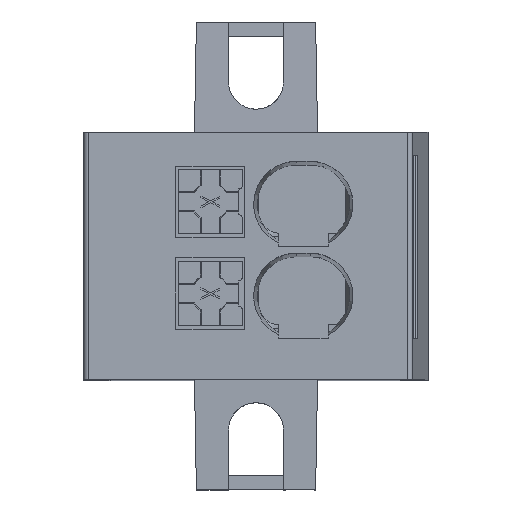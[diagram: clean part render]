
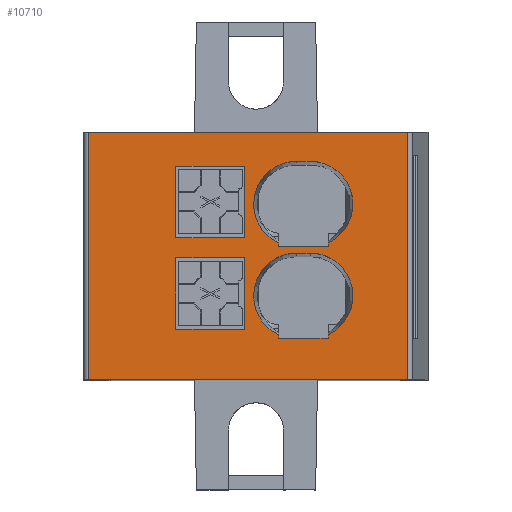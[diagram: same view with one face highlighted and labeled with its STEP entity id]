
A CAD part, top view. The second image highlights one B-rep face of the part: STEP entity #10710.
In plain terms, the highlighted planar face has unit normal (0, 0, 1).
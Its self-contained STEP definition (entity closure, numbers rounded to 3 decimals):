
#311=PLANE('',#11184);
#582=CIRCLE('',#11117,2.329);
#607=CIRCLE('',#11185,2.329);
#608=CIRCLE('',#11186,2.329);
#609=CIRCLE('',#11187,2.329);
#1178=ORIENTED_EDGE('',*,*,#3335,.T.);
#1179=ORIENTED_EDGE('',*,*,#3336,.F.);
#1180=ORIENTED_EDGE('',*,*,#3337,.T.);
#1181=ORIENTED_EDGE('',*,*,#3338,.F.);
#1182=ORIENTED_EDGE('',*,*,#3339,.T.);
#1183=ORIENTED_EDGE('',*,*,#3340,.T.);
#1184=ORIENTED_EDGE('',*,*,#3341,.T.);
#1185=ORIENTED_EDGE('',*,*,#3342,.F.);
#1186=ORIENTED_EDGE('',*,*,#3343,.T.);
#1187=ORIENTED_EDGE('',*,*,#3344,.F.);
#1188=ORIENTED_EDGE('',*,*,#3174,.T.);
#1189=ORIENTED_EDGE('',*,*,#3146,.T.);
#1190=ORIENTED_EDGE('',*,*,#3345,.F.);
#1191=ORIENTED_EDGE('',*,*,#3346,.F.);
#1192=ORIENTED_EDGE('',*,*,#3333,.T.);
#1193=ORIENTED_EDGE('',*,*,#3347,.T.);
#1194=ORIENTED_EDGE('',*,*,#3348,.T.);
#1195=ORIENTED_EDGE('',*,*,#3349,.T.);
#1196=ORIENTED_EDGE('',*,*,#3350,.T.);
#1197=ORIENTED_EDGE('',*,*,#3351,.F.);
#1198=ORIENTED_EDGE('',*,*,#3352,.T.);
#1199=ORIENTED_EDGE('',*,*,#3353,.T.);
#1200=ORIENTED_EDGE('',*,*,#3354,.T.);
#1201=ORIENTED_EDGE('',*,*,#3355,.F.);
#3146=EDGE_CURVE('',#4275,#4274,#5034,.T.);
#3174=EDGE_CURVE('',#4296,#4275,#582,.F.);
#3333=EDGE_CURVE('',#4404,#4403,#5173,.F.);
#3335=EDGE_CURVE('',#4405,#4406,#607,.F.);
#3336=EDGE_CURVE('',#4407,#4406,#5174,.T.);
#3337=EDGE_CURVE('',#4407,#4408,#5175,.T.);
#3338=EDGE_CURVE('',#4409,#4408,#5176,.T.);
#3339=EDGE_CURVE('',#4409,#4410,#608,.F.);
#3340=EDGE_CURVE('',#4410,#4405,#5177,.T.);
#3341=EDGE_CURVE('',#4274,#4411,#609,.F.);
#3342=EDGE_CURVE('',#4412,#4411,#5178,.T.);
#3343=EDGE_CURVE('',#4412,#4413,#5179,.T.);
#3344=EDGE_CURVE('',#4296,#4413,#5180,.T.);
#3345=EDGE_CURVE('',#4414,#4415,#5181,.F.);
#3346=EDGE_CURVE('',#4404,#4414,#5182,.T.);
#3347=EDGE_CURVE('',#4403,#4415,#5183,.T.);
#3348=EDGE_CURVE('',#4416,#4417,#5184,.T.);
#3349=EDGE_CURVE('',#4417,#4418,#5185,.T.);
#3350=EDGE_CURVE('',#4418,#4419,#5186,.T.);
#3351=EDGE_CURVE('',#4416,#4419,#5187,.T.);
#3352=EDGE_CURVE('',#4420,#4421,#5188,.T.);
#3353=EDGE_CURVE('',#4421,#4422,#5189,.T.);
#3354=EDGE_CURVE('',#4422,#4423,#5190,.T.);
#3355=EDGE_CURVE('',#4420,#4423,#5191,.T.);
#4274=VERTEX_POINT('',#13797);
#4275=VERTEX_POINT('',#13799);
#4296=VERTEX_POINT('',#13896);
#4403=VERTEX_POINT('',#14377);
#4404=VERTEX_POINT('',#14379);
#4405=VERTEX_POINT('',#14383);
#4406=VERTEX_POINT('',#14384);
#4407=VERTEX_POINT('',#14386);
#4408=VERTEX_POINT('',#14388);
#4409=VERTEX_POINT('',#14390);
#4410=VERTEX_POINT('',#14392);
#4411=VERTEX_POINT('',#14395);
#4412=VERTEX_POINT('',#14397);
#4413=VERTEX_POINT('',#14399);
#4414=VERTEX_POINT('',#14402);
#4415=VERTEX_POINT('',#14403);
#4416=VERTEX_POINT('',#14407);
#4417=VERTEX_POINT('',#14408);
#4418=VERTEX_POINT('',#14410);
#4419=VERTEX_POINT('',#14412);
#4420=VERTEX_POINT('',#14415);
#4421=VERTEX_POINT('',#14416);
#4422=VERTEX_POINT('',#14418);
#4423=VERTEX_POINT('',#14420);
#5034=LINE('',#13798,#5931);
#5173=LINE('',#14378,#6070);
#5174=LINE('',#14385,#6071);
#5175=LINE('',#14387,#6072);
#5176=LINE('',#14389,#6073);
#5177=LINE('',#14393,#6074);
#5178=LINE('',#14396,#6075);
#5179=LINE('',#14398,#6076);
#5180=LINE('',#14400,#6077);
#5181=LINE('',#14401,#6078);
#5182=LINE('',#14404,#6079);
#5183=LINE('',#14405,#6080);
#5184=LINE('',#14406,#6081);
#5185=LINE('',#14409,#6082);
#5186=LINE('',#14411,#6083);
#5187=LINE('',#14413,#6084);
#5188=LINE('',#14414,#6085);
#5189=LINE('',#14417,#6086);
#5190=LINE('',#14419,#6087);
#5191=LINE('',#14421,#6088);
#5931=VECTOR('',#11796,1000.);
#6070=VECTOR('',#12079,1000.);
#6071=VECTOR('',#12086,1000.);
#6072=VECTOR('',#12087,1000.);
#6073=VECTOR('',#12088,1000.);
#6074=VECTOR('',#12091,1000.);
#6075=VECTOR('',#12094,1000.);
#6076=VECTOR('',#12095,1000.);
#6077=VECTOR('',#12096,1000.);
#6078=VECTOR('',#12097,1000.);
#6079=VECTOR('',#12098,1000.);
#6080=VECTOR('',#12099,1000.);
#6081=VECTOR('',#12100,1000.);
#6082=VECTOR('',#12101,1000.);
#6083=VECTOR('',#12102,1000.);
#6084=VECTOR('',#12103,1000.);
#6085=VECTOR('',#12104,1000.);
#6086=VECTOR('',#12105,1000.);
#6087=VECTOR('',#12106,1000.);
#6088=VECTOR('',#12107,1000.);
#6829=EDGE_LOOP('',(#1178,#1179,#1180,#1181,#1182,#1183));
#6830=EDGE_LOOP('',(#1184,#1185,#1186,#1187,#1188,#1189));
#6831=EDGE_LOOP('',(#1190,#1191,#1192,#1193));
#6832=EDGE_LOOP('',(#1194,#1195,#1196,#1197));
#6833=EDGE_LOOP('',(#1198,#1199,#1200,#1201));
#7265=FACE_BOUND('',#6829,.T.);
#7266=FACE_BOUND('',#6830,.T.);
#7267=FACE_BOUND('',#6831,.T.);
#7268=FACE_BOUND('',#6832,.T.);
#7269=FACE_BOUND('',#6833,.T.);
#10710=ADVANCED_FACE('',(#7265,#7266,#7267,#7268,#7269),#311,.T.);
#11117=AXIS2_PLACEMENT_3D('',#13895,#11830,#11831);
#11184=AXIS2_PLACEMENT_3D('',#14381,#12082,#12083);
#11185=AXIS2_PLACEMENT_3D('',#14382,#12084,#12085);
#11186=AXIS2_PLACEMENT_3D('',#14391,#12089,#12090);
#11187=AXIS2_PLACEMENT_3D('',#14394,#12092,#12093);
#11796=DIRECTION('',(1.,0.,0.));
#11830=DIRECTION('',(0.,0.,1.));
#11831=DIRECTION('',(1.,0.,0.));
#12079=DIRECTION('',(0.,-1.,0.));
#12082=DIRECTION('',(0.,0.,1.));
#12083=DIRECTION('',(1.,0.,0.));
#12084=DIRECTION('',(0.,0.,1.));
#12085=DIRECTION('',(1.,0.,0.));
#12086=DIRECTION('',(0.,1.,0.));
#12087=DIRECTION('',(-1.,0.,0.));
#12088=DIRECTION('',(0.,-1.,0.));
#12089=DIRECTION('',(0.,0.,1.));
#12090=DIRECTION('',(1.,0.,0.));
#12091=DIRECTION('',(1.,0.,0.));
#12092=DIRECTION('',(0.,0.,1.));
#12093=DIRECTION('',(1.,0.,0.));
#12094=DIRECTION('',(0.,1.,0.));
#12095=DIRECTION('',(-1.,0.,0.));
#12096=DIRECTION('',(0.,-1.,0.));
#12097=DIRECTION('',(0.,-1.,0.));
#12098=DIRECTION('',(-1.,0.,0.));
#12099=DIRECTION('',(-1.,0.,0.));
#12100=DIRECTION('',(0.,-1.,0.));
#12101=DIRECTION('',(-1.,0.,0.));
#12102=DIRECTION('',(0.,1.,0.));
#12103=DIRECTION('',(-1.,0.,0.));
#12104=DIRECTION('',(0.,-1.,0.));
#12105=DIRECTION('',(-1.,0.,0.));
#12106=DIRECTION('',(0.,1.,0.));
#12107=DIRECTION('',(-1.,0.,0.));
#13797=CARTESIAN_POINT('',(2.954,9.654,41.));
#13798=CARTESIAN_POINT('',(9.4,9.654,41.));
#13799=CARTESIAN_POINT('',(2.204,9.654,41.));
#13895=CARTESIAN_POINT('',(2.204,7.325,41.));
#13896=CARTESIAN_POINT('',(1.229,5.21,41.));
#14377=CARTESIAN_POINT('',(8.281,11.25,41.));
#14378=CARTESIAN_POINT('',(8.281,5.,41.));
#14379=CARTESIAN_POINT('',(8.281,-2.25,41.));
#14381=CARTESIAN_POINT('',(9.4,5.,41.));
#14382=CARTESIAN_POINT('',(2.954,2.325,41.));
#14383=CARTESIAN_POINT('',(2.954,4.654,41.));
#14384=CARTESIAN_POINT('',(3.929,0.21,41.));
#14385=CARTESIAN_POINT('',(3.929,5.,41.));
#14386=CARTESIAN_POINT('',(3.929,0.,41.));
#14387=CARTESIAN_POINT('',(8.281,0.,41.));
#14388=CARTESIAN_POINT('',(1.229,0.,41.));
#14389=CARTESIAN_POINT('',(1.229,5.,41.));
#14390=CARTESIAN_POINT('',(1.229,0.21,41.));
#14391=CARTESIAN_POINT('',(2.204,2.325,41.));
#14392=CARTESIAN_POINT('',(2.204,4.654,41.));
#14393=CARTESIAN_POINT('',(9.4,4.654,41.));
#14394=CARTESIAN_POINT('',(2.954,7.325,41.));
#14395=CARTESIAN_POINT('',(3.929,5.21,41.));
#14396=CARTESIAN_POINT('',(3.929,10.,41.));
#14397=CARTESIAN_POINT('',(3.929,5.,41.));
#14398=CARTESIAN_POINT('',(9.4,5.,41.));
#14399=CARTESIAN_POINT('',(1.229,5.,41.));
#14400=CARTESIAN_POINT('',(1.229,10.,41.));
#14401=CARTESIAN_POINT('',(-9.15,5.,41.));
#14402=CARTESIAN_POINT('',(-9.15,-2.25,41.));
#14403=CARTESIAN_POINT('',(-9.15,11.25,41.));
#14404=CARTESIAN_POINT('',(8.281,-2.25,41.));
#14405=CARTESIAN_POINT('',(8.281,11.25,41.));
#14406=CARTESIAN_POINT('',(-0.621,5.,41.));
#14407=CARTESIAN_POINT('',(-0.621,4.4,41.));
#14408=CARTESIAN_POINT('',(-0.621,0.5,41.));
#14409=CARTESIAN_POINT('',(9.4,0.5,41.));
#14410=CARTESIAN_POINT('',(-4.371,0.5,41.));
#14411=CARTESIAN_POINT('',(-4.371,5.,41.));
#14412=CARTESIAN_POINT('',(-4.371,4.4,41.));
#14413=CARTESIAN_POINT('',(9.4,4.4,41.));
#14414=CARTESIAN_POINT('',(-0.621,10.,41.));
#14415=CARTESIAN_POINT('',(-0.621,9.4,41.));
#14416=CARTESIAN_POINT('',(-0.621,5.5,41.));
#14417=CARTESIAN_POINT('',(9.4,5.5,41.));
#14418=CARTESIAN_POINT('',(-4.371,5.5,41.));
#14419=CARTESIAN_POINT('',(-4.371,10.,41.));
#14420=CARTESIAN_POINT('',(-4.371,9.4,41.));
#14421=CARTESIAN_POINT('',(9.4,9.4,41.));
